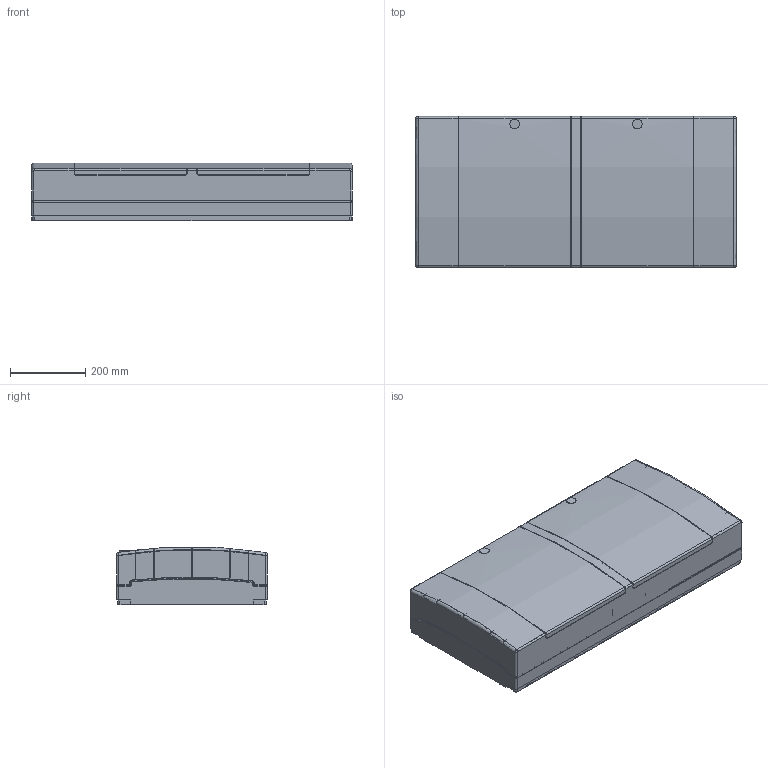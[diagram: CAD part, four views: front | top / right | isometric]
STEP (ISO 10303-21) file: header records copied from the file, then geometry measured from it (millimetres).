
FILE_DESCRIPTION((''),'2;1');
FILE_NAME('GW40053_ASM','2021-07-16T10:19:09',('User'),('Axiro Italia'),'CREO PARAMETRIC BY PTC INC, 2020354','CREO PARAMETRIC BY PTC INC, 2020354','');
FILE_SCHEMA(('CONFIG_CONTROL_DESIGN'));
Length unit declared in the file: millimetre
Products named in the file (5): GW40_053_SCATOLA_OR; GW40_053_COPERCHIO_OR; GW40049_COMPONENTE_PLASTICA_OR; GUIDA_DIN_18_1; GW40053_ASM
Assembly tree (10 placements, depth 2):
  GW40053_ASM
    GW40_053_SCATOLA_OR
    GW40_053_COPERCHIO_OR
    GW40049_COMPONENTE_PLASTICA_OR  x4
    GUIDA_DIN_18_1  x4
Bounding box: 850 x 400 x 152.62 mm (x, y, z)
Volume: 12795955.9 mm3; surface area: 2559119.1 mm2
Topology: 10 solids, 10 shells, 1529 faces, 4076 edges, 2708 vertices
Faces by surface type: plane 1115, cylinder 320, cone 72, torus 14, bspline 8
Entity records: 41054 total; most frequent: CARTESIAN_POINT 8313, ORIENTED_EDGE 6820, DIRECTION 6608, EDGE_CURVE 3410, VECTOR 2684, LINE 2684, VERTEX_POINT 2264, AXIS2_PLACEMENT_3D 1962
